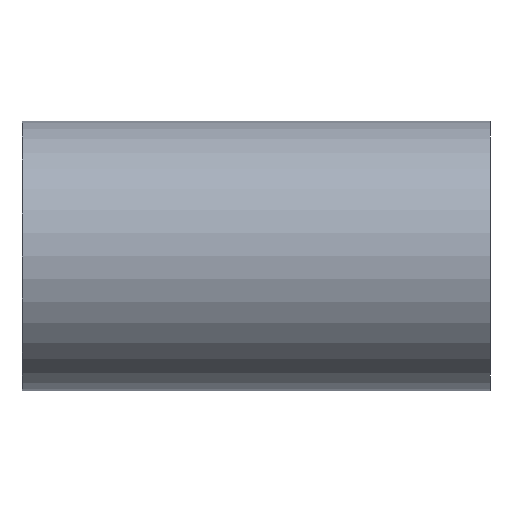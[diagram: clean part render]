
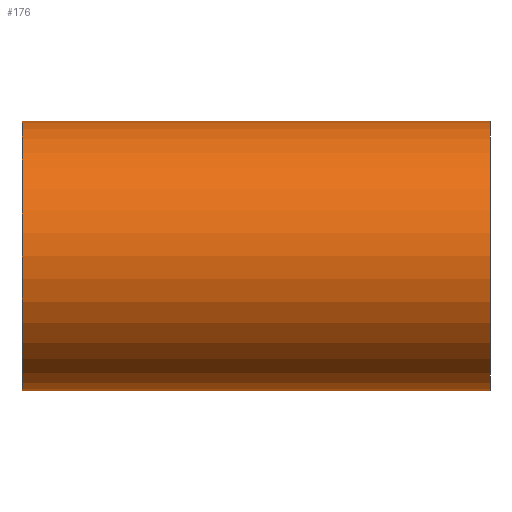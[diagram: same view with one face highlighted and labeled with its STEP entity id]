
A CAD part, front view. The second image highlights one B-rep face of the part: STEP entity #176.
In plain terms, the highlighted cylindrical face has radius 26.5 mm (diameter 53 mm), a partial arc.
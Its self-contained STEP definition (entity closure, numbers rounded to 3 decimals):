
#120 = EDGE_CURVE( '', #258, #284, #328, .T. );
#176 = ADVANCED_FACE( '', ( #395 ), #396, .T. );
#232 = VERTEX_POINT( '', #462 );
#240 = EDGE_CURVE( '', #294, #284, #471, .T. );
#246 = EDGE_CURVE( '', #294, #232, #477, .T. );
#258 = VERTEX_POINT( '', #490 );
#260 = EDGE_CURVE( '', #232, #258, #492, .T. );
#284 = VERTEX_POINT( '', #517 );
#294 = VERTEX_POINT( '', #528 );
#328 = LINE( '', #554, #555 );
#395 = FACE_OUTER_BOUND( '', #705, .T. );
#396 = CYLINDRICAL_SURFACE( '', #706, 26.5 );
#462 = CARTESIAN_POINT( '', ( 22., 0., 26.5 ) );
#471 = CIRCLE( '', #816, 26.5 );
#477 = LINE( '', #823, #824 );
#490 = CARTESIAN_POINT( '', ( 22., 0., -26.5 ) );
#492 = CIRCLE( '', #882, 26.5 );
#517 = CARTESIAN_POINT( '', ( -70., 0., -26.5 ) );
#528 = CARTESIAN_POINT( '', ( -70., 0., 26.5 ) );
#554 = CARTESIAN_POINT( '', ( 22., 0., -26.5 ) );
#555 = VECTOR( '', #973, 1. );
#705 = EDGE_LOOP( '', ( #1074, #1075, #1076, #1077 ) );
#706 = AXIS2_PLACEMENT_3D( '', #1078, #1079, #1080 );
#816 = AXIS2_PLACEMENT_3D( '', #1167, #1168, #1169 );
#823 = CARTESIAN_POINT( '', ( 22., 0., 26.5 ) );
#824 = VECTOR( '', #1170, 1. );
#882 = AXIS2_PLACEMENT_3D( '', #1181, #1182, #1183 );
#973 = DIRECTION( '', ( -1., 0., 0. ) );
#1074 = ORIENTED_EDGE( '', *, *, #120, .F. );
#1075 = ORIENTED_EDGE( '', *, *, #260, .F. );
#1076 = ORIENTED_EDGE( '', *, *, #246, .F. );
#1077 = ORIENTED_EDGE( '', *, *, #240, .T. );
#1078 = CARTESIAN_POINT( '', ( 22., 0., 0. ) );
#1079 = DIRECTION( '', ( 1., 0., 0. ) );
#1080 = DIRECTION( '', ( 0., 0., -1. ) );
#1167 = CARTESIAN_POINT( '', ( -70., 0., 0. ) );
#1168 = DIRECTION( '', ( 1., 0., 0. ) );
#1169 = DIRECTION( '', ( 0., 0., -1. ) );
#1170 = DIRECTION( '', ( 1., 0., 0. ) );
#1181 = CARTESIAN_POINT( '', ( 22., 0., 0. ) );
#1182 = DIRECTION( '', ( 1., 0., 0. ) );
#1183 = DIRECTION( '', ( 0., 0., -1. ) );
